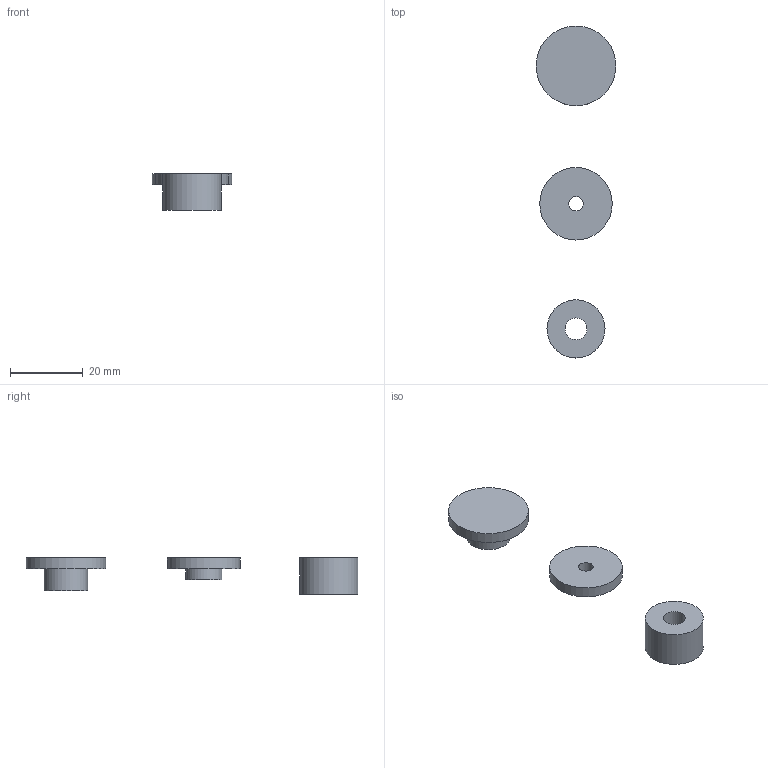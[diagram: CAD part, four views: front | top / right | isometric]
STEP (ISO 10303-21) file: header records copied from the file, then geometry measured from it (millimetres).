
FILE_DESCRIPTION(/* description */ (''),/* implementation_level */ '2;1');
FILE_NAME(/* name */ 'Bagues accessoires.step',/* time_stamp */ '2023-10-03T16:30:02+02:00',/* author */ (''),/* organization */ (''),/* preprocessor_version */ 'ST-DEVELOPER v20',/* originating_system */ 'Autodesk Translation Framework v12.9.0.99',/* authorisation */ '');
FILE_SCHEMA (('AUTOMOTIVE_DESIGN { 1 0 10303 214 3 1 1 }'));
Length unit declared in the file: millimetre
Products named in the file (4): CONNEXE FAB; Composant25; Composant26; Composant29
Assembly tree (3 placements, depth 2):
  CONNEXE FAB
    Composant25
    Composant26
    Composant29
Bounding box: 22 x 91.52 x 10 mm (x, y, z)
Volume: 4463.1 mm3; surface area: 3322.6 mm2
Topology: 3 solids, 3 shells, 18 faces, 29 edges, 20 vertices
Faces by surface type: cylinder 9, plane 9
Full cylindrical faces by diameter (mm): 3 x1, 4 x1, 6 x1, 6.03 x1, 10 x1, 12 x1, 16.03 x1, 20 x1, 22 x1
Entity records: 614 total; most frequent: CARTESIAN_POINT 142, DIRECTION 91, ORIENTED_EDGE 58, AXIS2_PLACEMENT_3D 41, EDGE_CURVE 29, EDGE_LOOP 27, VERTEX_POINT 20, FACE_OUTER_BOUND 18
